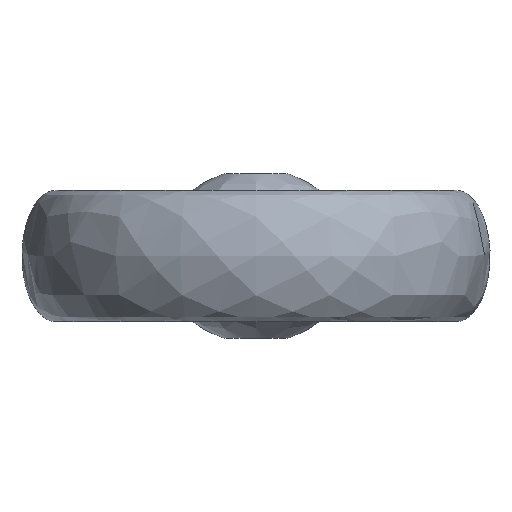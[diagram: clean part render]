
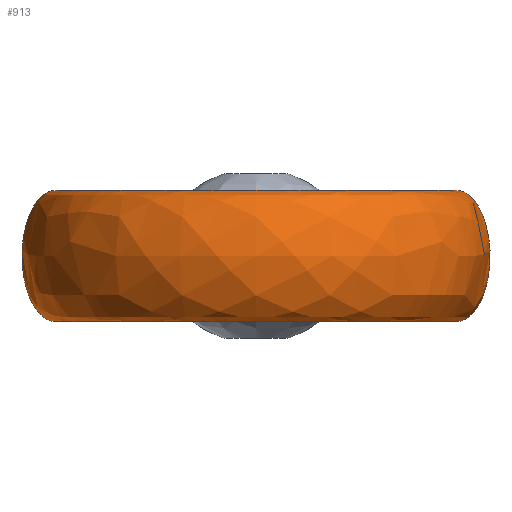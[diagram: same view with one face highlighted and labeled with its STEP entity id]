
A CAD part, left-side view. The second image highlights one B-rep face of the part: STEP entity #913.
In plain terms, the highlighted free-form (B-spline) face has degree [3, 3] with [4, 4] control points.
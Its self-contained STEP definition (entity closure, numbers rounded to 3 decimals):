
#35 = CARTESIAN_POINT ( 'NONE',  ( -143., -71.5, -17.5 ) ) ;
#65 = DIRECTION ( 'NONE',  ( 0., 1., 0. ) ) ;
#89 = CARTESIAN_POINT ( 'NONE',  ( 0., 0., -17.5 ) ) ;
#213 = CARTESIAN_POINT ( 'NONE',  ( -107., 53.5, 17.5 ) ) ;
#248 = FACE_OUTER_BOUND ( 'NONE', #876, .T. ) ;
#261 = CARTESIAN_POINT ( 'NONE',  ( 0., -53.5, -17.5 ) ) ;
#297 = DIRECTION ( 'NONE',  ( 0., 0., 1. ) ) ;
#332 = AXIS2_PLACEMENT_3D ( 'NONE', #89, #2063, #65 ) ;
#346 = VERTEX_POINT ( 'NONE', #458 ) ;
#386 = CARTESIAN_POINT ( 'NONE',  ( 0., 71.5, -17.5 ) ) ;
#428 = ORIENTED_EDGE ( 'NONE', *, *, #1691, .T. ) ;
#458 = CARTESIAN_POINT ( 'NONE',  ( 0., 53.5, -17.5 ) ) ;
#488 = CARTESIAN_POINT ( 'NONE',  ( 0., 71.5, 17.5 ) ) ;
#534 = CARTESIAN_POINT ( 'NONE',  ( 0., -71.5, 17.5 ) ) ;
#553 = CARTESIAN_POINT ( 'NONE',  ( -107., -53.5, -17.5 ) ) ;
#628 = DIRECTION ( 'NONE',  ( 0., 1., 0. ) ) ;
#727 = CARTESIAN_POINT ( 'NONE',  ( 0., 53.5, 17.5 ) ) ;
#773 = ORIENTED_EDGE ( 'NONE', *, *, #1253, .F. ) ;
#809 =( BOUNDED_CURVE ( )  B_SPLINE_CURVE ( 3, ( #2024, #1678, #488, #1031 ),
 .UNSPECIFIED., .F., .T. ) 
 B_SPLINE_CURVE_WITH_KNOTS ( ( 4, 4 ),
 ( 3.142, 6.283 ),
 .UNSPECIFIED. ) 
 CURVE ( )  GEOMETRIC_REPRESENTATION_ITEM ( )  RATIONAL_B_SPLINE_CURVE ( ( 1., 0.333, 0.333, 1. ) ) 
 REPRESENTATION_ITEM ( '' )  );
#813 = EDGE_CURVE ( 'NONE', #1359, #882, #1804, .T. ) ;
#876 = EDGE_LOOP ( 'NONE', ( #1508, #428, #1185, #773 ) ) ;
#882 = VERTEX_POINT ( 'NONE', #1650 ) ;
#899 = CARTESIAN_POINT ( 'NONE',  ( 0., -53.5, 17.5 ) ) ;
#909 = CARTESIAN_POINT ( 'NONE',  ( 0., -71.5, 17.5 ) ) ;
#913 = ADVANCED_FACE ( 'NONE', ( #248 ), #2010, .F. ) ;
#920 = CARTESIAN_POINT ( 'NONE',  ( 0., -71.5, -17.5 ) ) ;
#921 = EDGE_CURVE ( 'NONE', #346, #1547, #1291, .T. ) ;
#1031 = CARTESIAN_POINT ( 'NONE',  ( 0., 53.5, 17.5 ) ) ;
#1066 = CARTESIAN_POINT ( 'NONE',  ( 0., 53.5, -17.5 ) ) ;
#1068 = CARTESIAN_POINT ( 'NONE',  ( 0., -53.5, 17.5 ) ) ;
#1185 = ORIENTED_EDGE ( 'NONE', *, *, #813, .F. ) ;
#1253 = EDGE_CURVE ( 'NONE', #346, #1359, #809, .T. ) ;
#1264 = CARTESIAN_POINT ( 'NONE',  ( 0., -71.5, -17.5 ) ) ;
#1291 = CIRCLE ( 'NONE', #332, 53.5 ) ;
#1321 = CARTESIAN_POINT ( 'NONE',  ( 0., -53.5, -17.5 ) ) ;
#1359 = VERTEX_POINT ( 'NONE', #2116 ) ;
#1384 = CARTESIAN_POINT ( 'NONE',  ( 0., 71.5, 17.5 ) ) ;
#1397 = CARTESIAN_POINT ( 'NONE',  ( -107., -53.5, 17.5 ) ) ;
#1405 = CARTESIAN_POINT ( 'NONE',  ( -107., 53.5, -17.5 ) ) ;
#1508 = ORIENTED_EDGE ( 'NONE', *, *, #921, .T. ) ;
#1547 = VERTEX_POINT ( 'NONE', #1321 ) ;
#1551 =( BOUNDED_CURVE ( )  B_SPLINE_CURVE ( 3, ( #261, #1264, #909, #1068 ),
 .UNSPECIFIED., .F., .T. ) 
 B_SPLINE_CURVE_WITH_KNOTS ( ( 4, 4 ),
 ( 3.142, 6.283 ),
 .UNSPECIFIED. ) 
 CURVE ( )  GEOMETRIC_REPRESENTATION_ITEM ( )  RATIONAL_B_SPLINE_CURVE ( ( 1., 0.333, 0.333, 1. ) ) 
 REPRESENTATION_ITEM ( '' )  );
#1582 = CARTESIAN_POINT ( 'NONE',  ( -143., -71.5, 17.5 ) ) ;
#1650 = CARTESIAN_POINT ( 'NONE',  ( 0., -53.5, 17.5 ) ) ;
#1678 = CARTESIAN_POINT ( 'NONE',  ( 0., 71.5, -17.5 ) ) ;
#1691 = EDGE_CURVE ( 'NONE', #1547, #882, #1551, .T. ) ;
#1713 = CARTESIAN_POINT ( 'NONE',  ( -143., 71.5, -17.5 ) ) ;
#1786 = CARTESIAN_POINT ( 'NONE',  ( 0., 0., 17.5 ) ) ;
#1804 = CIRCLE ( 'NONE', #2167, 53.5 ) ;
#1901 = CARTESIAN_POINT ( 'NONE',  ( 0., -53.5, -17.5 ) ) ;
#2010 =( BOUNDED_SURFACE ( )  B_SPLINE_SURFACE ( 3, 3, ( 
 ( #1066, #1405, #553, #1901 ),
 ( #386, #1713, #35, #920 ),
 ( #1384, #2055, #1582, #534 ),
 ( #727, #213, #1397, #899 ) ),
 .UNSPECIFIED., .F., .F., .T. ) 
 B_SPLINE_SURFACE_WITH_KNOTS ( ( 4, 4 ),
 ( 4, 4 ),
 ( 0., 1. ),
 ( 0., 1. ),
 .UNSPECIFIED. ) 
 GEOMETRIC_REPRESENTATION_ITEM ( )  RATIONAL_B_SPLINE_SURFACE ( (
 ( 1., 0.333, 0.333, 1.),
 ( 0.333, 0.111, 0.111, 0.333),
 ( 0.333, 0.111, 0.111, 0.333),
 ( 1., 0.333, 0.333, 1.) ) ) 
 REPRESENTATION_ITEM ( '' )  SURFACE ( )  );
#2024 = CARTESIAN_POINT ( 'NONE',  ( 0., 53.5, -17.5 ) ) ;
#2055 = CARTESIAN_POINT ( 'NONE',  ( -143., 71.5, 17.5 ) ) ;
#2063 = DIRECTION ( 'NONE',  ( 0., 0., 1. ) ) ;
#2116 = CARTESIAN_POINT ( 'NONE',  ( 0., 53.5, 17.5 ) ) ;
#2167 = AXIS2_PLACEMENT_3D ( 'NONE', #1786, #297, #628 ) ;
